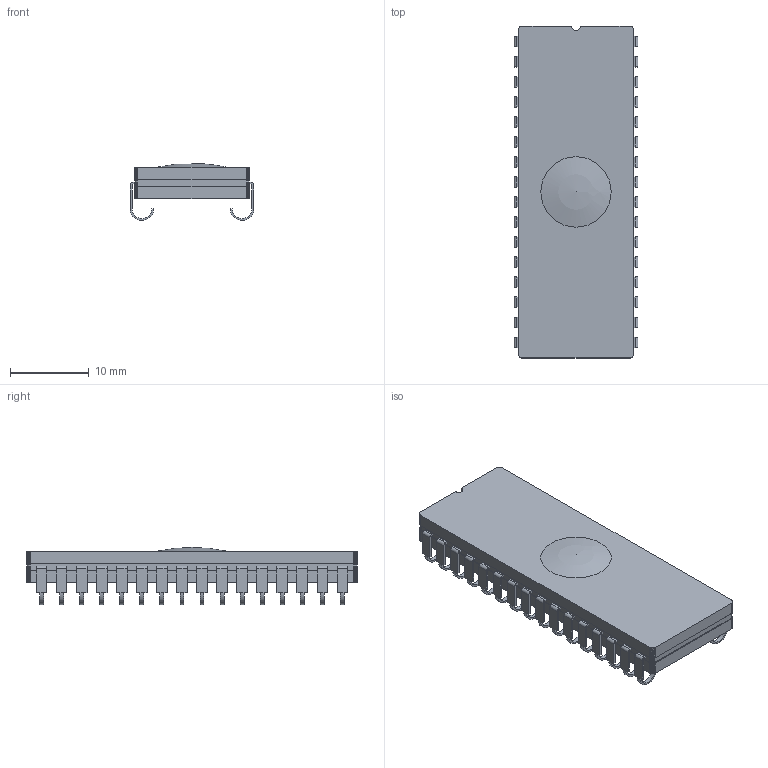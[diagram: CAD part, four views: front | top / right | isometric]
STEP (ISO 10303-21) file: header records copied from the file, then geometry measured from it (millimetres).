
FILE_DESCRIPTION(('FreeCAD Model'),'2;1');
FILE_NAME('CERDIP_32_crimped.step', '2021-05-29T16:59:57',('Author'),(''), 'Open CASCADE STEP processor 7.4','FreeCAD','Unknown');
FILE_SCHEMA(('AUTOMOTIVE_DESIGN { 1 0 10303 214 1 1 1 1 }'));
Length unit declared in the file: millimetre
Products named in the file (1): CERDIP_32_crimped
Bounding box: 15.7 x 42.07 x 7.24 mm (x, y, z)
Volume: 2533 mm3; surface area: 2284 mm2
Topology: 1 solids, 1 shells, 575 faces, 1617 edges, 1078 vertices
Faces by surface type: plane 443, cylinder 131, sphere 1
Entity records: 22450 total; most frequent: CARTESIAN_POINT 3270, ORIENTED_EDGE 3232, DIRECTION 3032, EDGE_CURVE 1616, LINE 1352, VECTOR 1352, VERTEX_POINT 1078, AXIS2_PLACEMENT_3D 840
